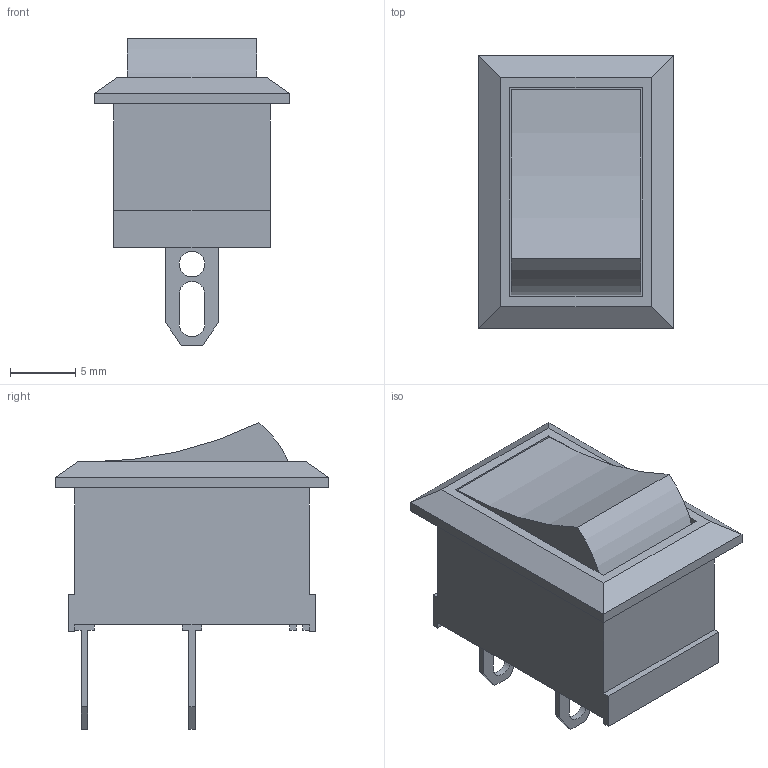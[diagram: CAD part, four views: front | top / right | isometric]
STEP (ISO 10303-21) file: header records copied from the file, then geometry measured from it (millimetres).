
FILE_DESCRIPTION(('CATIA V5 STEP Exchange'),'2;1');
FILE_NAME('KGD1 101.stp','2021-01-13T14:23:16+00:00',('none'),('none'),'CATIA Version 5 Release 19 GA (IN-10)','CATIA V5 STEP AP203','none');
FILE_SCHEMA(('CONFIG_CONTROL_DESIGN'));
Length unit declared in the file: millimetre
Products named in the file (1): KGD1 101
Bounding box: 15 x 21 x 23.5 mm (x, y, z)
Volume: 2193.1 mm3; surface area: 2422 mm2
Topology: 1 solids, 2 shells, 82 faces, 215 edges, 142 vertices
Faces by surface type: plane 72, cylinder 10
Entity records: 2399 total; most frequent: ORIENTED_EDGE 430, CARTESIAN_POINT 420, DIRECTION 327, EDGE_CURVE 215, VECTOR 191, LINE 191, VERTEX_POINT 142, EDGE_LOOP 95
